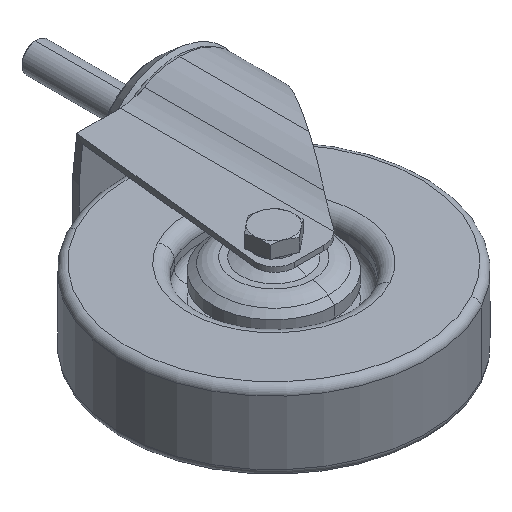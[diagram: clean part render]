
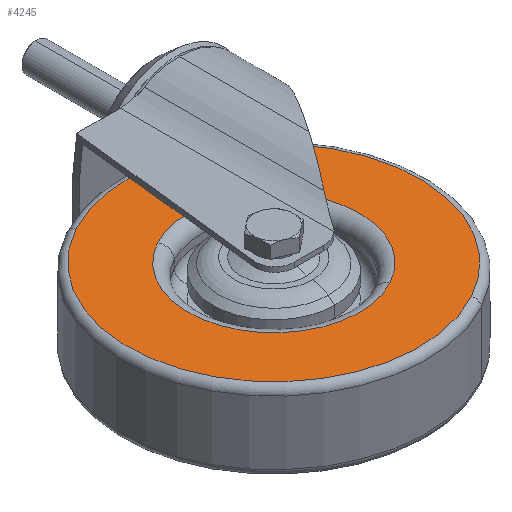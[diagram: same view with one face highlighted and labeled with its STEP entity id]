
A CAD part, isometric view. The second image highlights one B-rep face of the part: STEP entity #4245.
In plain terms, the highlighted planar face has unit normal (0, 0, 1).
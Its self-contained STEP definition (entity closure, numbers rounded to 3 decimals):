
#270 = DIRECTION ( 'NONE',  ( 1., 0., 0. ) ) ;
#651 = CIRCLE ( 'NONE', #5180, 59.5 ) ;
#885 = CARTESIAN_POINT ( 'NONE',  ( 0., 0., 16. ) ) ;
#899 = AXIS2_PLACEMENT_3D ( 'NONE', #1186, #4884, #6778 ) ;
#1114 = DIRECTION ( 'NONE',  ( 1., 0., 0. ) ) ;
#1186 = CARTESIAN_POINT ( 'NONE',  ( 0., 0., 16. ) ) ;
#1199 = CARTESIAN_POINT ( 'NONE',  ( -35., 0., 16. ) ) ;
#1269 = PLANE ( 'NONE',  #899 ) ;
#1614 = FACE_BOUND ( 'NONE', #3727, .T. ) ;
#1638 = CARTESIAN_POINT ( 'NONE',  ( 35., 0., 16. ) ) ;
#2424 = DIRECTION ( 'NONE',  ( 1., 0., 0. ) ) ;
#2452 = VERTEX_POINT ( 'NONE', #7433 ) ;
#2521 = AXIS2_PLACEMENT_3D ( 'NONE', #7062, #7098, #270 ) ;
#2715 = EDGE_CURVE ( 'NONE', #2452, #6545, #2741, .T. ) ;
#2741 = CIRCLE ( 'NONE', #6369, 59.5 ) ;
#3054 = DIRECTION ( 'NONE',  ( 0., 0., -1. ) ) ;
#3433 = VERTEX_POINT ( 'NONE', #1199 ) ;
#3566 = VERTEX_POINT ( 'NONE', #1638 ) ;
#3727 = EDGE_LOOP ( 'NONE', ( #5793, #5864 ) ) ;
#3729 = ORIENTED_EDGE ( 'NONE', *, *, #2715, .T. ) ;
#3788 = EDGE_LOOP ( 'NONE', ( #4797, #3729 ) ) ;
#4158 = AXIS2_PLACEMENT_3D ( 'NONE', #7442, #3054, #2424 ) ;
#4245 = ADVANCED_FACE ( 'NONE', ( #1614, #5468 ), #1269, .T. ) ;
#4567 = CIRCLE ( 'NONE', #2521, 35. ) ;
#4660 = CIRCLE ( 'NONE', #4158, 35. ) ;
#4698 = CARTESIAN_POINT ( 'NONE',  ( 0., 0., 16. ) ) ;
#4797 = ORIENTED_EDGE ( 'NONE', *, *, #7533, .T. ) ;
#4884 = DIRECTION ( 'NONE',  ( 0., 0., 1. ) ) ;
#5180 = AXIS2_PLACEMENT_3D ( 'NONE', #885, #6419, #5701 ) ;
#5468 = FACE_OUTER_BOUND ( 'NONE', #3788, .T. ) ;
#5588 = EDGE_CURVE ( 'NONE', #3566, #3433, #4660, .T. ) ;
#5701 = DIRECTION ( 'NONE',  ( 1., 0., 0. ) ) ;
#5793 = ORIENTED_EDGE ( 'NONE', *, *, #5588, .T. ) ;
#5864 = ORIENTED_EDGE ( 'NONE', *, *, #5880, .T. ) ;
#5880 = EDGE_CURVE ( 'NONE', #3433, #3566, #4567, .T. ) ;
#6369 = AXIS2_PLACEMENT_3D ( 'NONE', #4698, #7822, #1114 ) ;
#6419 = DIRECTION ( 'NONE',  ( 0., 0., 1. ) ) ;
#6545 = VERTEX_POINT ( 'NONE', #7820 ) ;
#6778 = DIRECTION ( 'NONE',  ( 1., 0., 0. ) ) ;
#7062 = CARTESIAN_POINT ( 'NONE',  ( 0., 0., 16. ) ) ;
#7098 = DIRECTION ( 'NONE',  ( 0., 0., -1. ) ) ;
#7433 = CARTESIAN_POINT ( 'NONE',  ( -59.5, 0., 16. ) ) ;
#7442 = CARTESIAN_POINT ( 'NONE',  ( 0., 0., 16. ) ) ;
#7533 = EDGE_CURVE ( 'NONE', #6545, #2452, #651, .T. ) ;
#7820 = CARTESIAN_POINT ( 'NONE',  ( 59.5, 0., 16. ) ) ;
#7822 = DIRECTION ( 'NONE',  ( 0., 0., 1. ) ) ;
